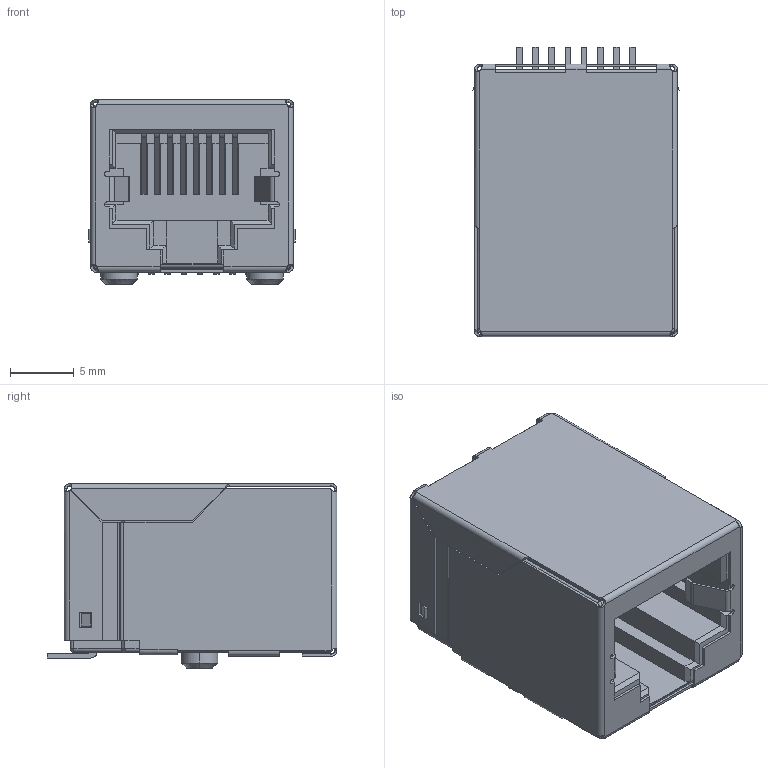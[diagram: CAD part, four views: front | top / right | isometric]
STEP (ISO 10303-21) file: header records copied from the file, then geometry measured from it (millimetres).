
FILE_DESCRIPTION (( 'STEP AP214' ), '1' );
FILE_NAME ('JXD6-1100NL.STEP', '2016-05-19T00:37:08', ( '' ), ( '' ), 'SwSTEP 2.0', 'SolidWorks 2012', '' );
FILE_SCHEMA (( 'AUTOMOTIVE_DESIGN' ));
Length unit declared in the file: millimetre
Products named in the file (1): JXD6-1100NL
Bounding box: 16.16 x 22.7 x 14.45 mm (x, y, z)
Volume: 3045.7 mm3; surface area: 5620.3 mm2
Topology: 2 solids, 2 shells, 639 faces, 1703 edges, 1057 vertices
Faces by surface type: plane 466, cylinder 139, bspline 30, cone 4
Entity records: 27647 total; most frequent: CARTESIAN_POINT 5384, ORIENTED_EDGE 3406, DIRECTION 2842, EDGE_CURVE 1703, LINE 1266, VECTOR 1266, VERTEX_POINT 1057, AXIS2_PLACEMENT_3D 788
